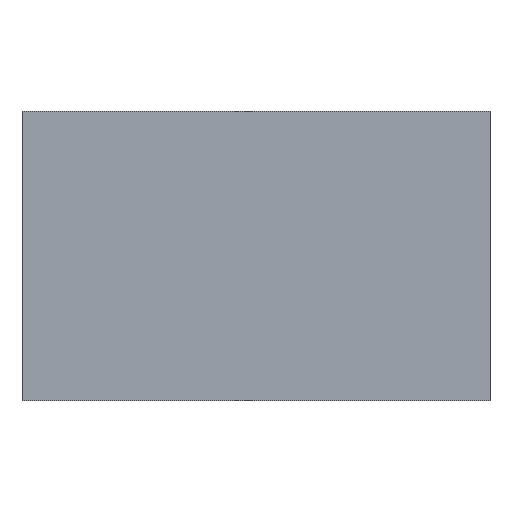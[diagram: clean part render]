
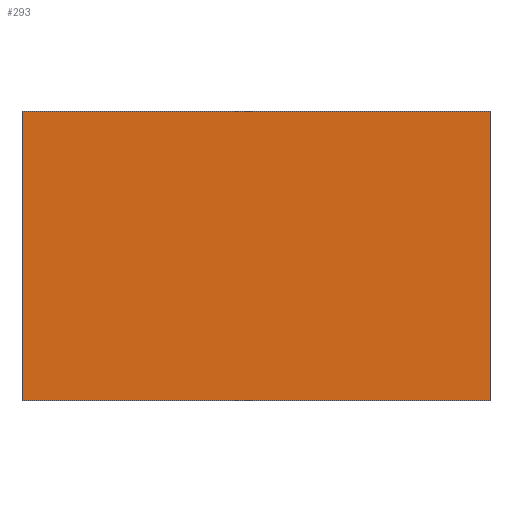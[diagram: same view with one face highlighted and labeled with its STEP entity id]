
A CAD part, top view. The second image highlights one B-rep face of the part: STEP entity #293.
In plain terms, the highlighted planar face has unit normal (0, 0, 1).
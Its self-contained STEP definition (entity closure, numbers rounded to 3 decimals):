
#35=FACE_OUTER_BOUND('',#53,.T.);
#53=EDGE_LOOP('',(#251,#252,#253,#254));
#81=LINE('',#463,#117);
#85=LINE('',#470,#121);
#88=LINE('',#476,#124);
#90=LINE('',#479,#126);
#117=VECTOR('',#383,10.);
#121=VECTOR('',#389,10.);
#124=VECTOR('',#394,10.);
#126=VECTOR('',#398,10.);
#145=VERTEX_POINT('',#460);
#146=VERTEX_POINT('',#462);
#148=VERTEX_POINT('',#468);
#150=VERTEX_POINT('',#474);
#177=EDGE_CURVE('',#146,#145,#81,.T.);
#181=EDGE_CURVE('',#145,#148,#85,.T.);
#184=EDGE_CURVE('',#148,#150,#88,.T.);
#186=EDGE_CURVE('',#150,#146,#90,.T.);
#251=ORIENTED_EDGE('',*,*,#177,.T.);
#252=ORIENTED_EDGE('',*,*,#181,.T.);
#253=ORIENTED_EDGE('',*,*,#184,.T.);
#254=ORIENTED_EDGE('',*,*,#186,.T.);
#275=PLANE('',#327);
#293=ADVANCED_FACE('',(#35),#275,.T.);
#327=AXIS2_PLACEMENT_3D('',#480,#399,#400);
#383=DIRECTION('',(0.,1.,0.));
#389=DIRECTION('',(-1.,0.,0.));
#394=DIRECTION('',(0.,-1.,0.));
#398=DIRECTION('',(1.,0.,0.));
#399=DIRECTION('center_axis',(0.,0.,1.));
#400=DIRECTION('ref_axis',(1.,0.,0.));
#460=CARTESIAN_POINT('',(0.525,0.325,0.27));
#462=CARTESIAN_POINT('',(0.525,-0.325,0.27));
#463=CARTESIAN_POINT('',(0.525,-0.325,0.27));
#468=CARTESIAN_POINT('',(-0.525,0.325,0.27));
#470=CARTESIAN_POINT('',(0.525,0.325,0.27));
#474=CARTESIAN_POINT('',(-0.525,-0.325,0.27));
#476=CARTESIAN_POINT('',(-0.525,0.325,0.27));
#479=CARTESIAN_POINT('',(-0.525,-0.325,0.27));
#480=CARTESIAN_POINT('Origin',(0.,0.,0.27));
